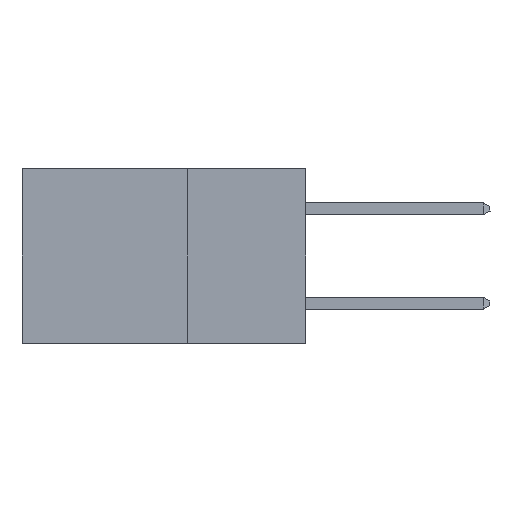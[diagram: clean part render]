
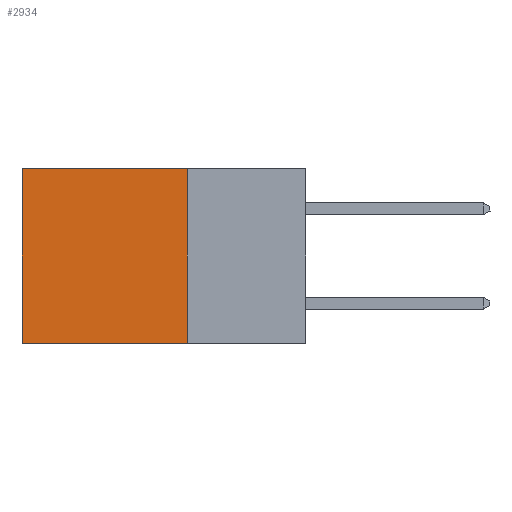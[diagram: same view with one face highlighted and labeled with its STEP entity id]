
A CAD part, left-side view. The second image highlights one B-rep face of the part: STEP entity #2934.
In plain terms, the highlighted planar face has unit normal (-1, 0, 0).
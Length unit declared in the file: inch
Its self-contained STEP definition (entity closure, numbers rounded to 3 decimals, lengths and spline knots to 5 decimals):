
#308 = LINE ( 'NONE', #5695, #1634 ) ;
#1375 = DIRECTION ( 'NONE',  ( 0., 1., 0. ) ) ;
#1634 = VECTOR ( 'NONE', #1375, 39.37008 ) ;
#1775 = ORIENTED_EDGE ( 'NONE', *, *, #26418, .F. ) ;
#2934 = ADVANCED_FACE ( 'NONE', ( #19261 ), #3545, .F. ) ;
#3026 = DIRECTION ( 'NONE',  ( 0., 1., 0. ) ) ;
#3545 = PLANE ( 'NONE',  #5257 ) ;
#3631 = DIRECTION ( 'NONE',  ( 0., 0., -1. ) ) ;
#3998 = VERTEX_POINT ( 'NONE', #10485 ) ;
#5162 = VERTEX_POINT ( 'NONE', #26264 ) ;
#5257 = AXIS2_PLACEMENT_3D ( 'NONE', #26419, #13926, #3631 ) ;
#5695 = CARTESIAN_POINT ( 'NONE',  ( 0.298, 0.25, 0. ) ) ;
#6045 = EDGE_CURVE ( 'NONE', #5162, #14280, #308, .T. ) ;
#6374 = ORIENTED_EDGE ( 'NONE', *, *, #6045, .T. ) ;
#6845 = VECTOR ( 'NONE', #9119, 39.37008 ) ;
#7169 = CARTESIAN_POINT ( 'NONE',  ( 0.298, 0.6, -0.37 ) ) ;
#8420 = VECTOR ( 'NONE', #22482, 39.37008 ) ;
#9119 = DIRECTION ( 'NONE',  ( 0., 0., -1. ) ) ;
#10009 = CARTESIAN_POINT ( 'NONE',  ( 0.298, 0.25, 0. ) ) ;
#10485 = CARTESIAN_POINT ( 'NONE',  ( 0.298, 0.25, -0.37 ) ) ;
#10970 = VECTOR ( 'NONE', #3026, 39.37008 ) ;
#11704 = CARTESIAN_POINT ( 'NONE',  ( 0.298, 0.6, 0. ) ) ;
#13482 = ORIENTED_EDGE ( 'NONE', *, *, #14837, .F. ) ;
#13926 = DIRECTION ( 'NONE',  ( 1., 0., 0. ) ) ;
#13942 = LINE ( 'NONE', #10009, #8420 ) ;
#14280 = VERTEX_POINT ( 'NONE', #11704 ) ;
#14837 = EDGE_CURVE ( 'NONE', #3998, #19106, #16490, .T. ) ;
#15595 = EDGE_LOOP ( 'NONE', ( #19529, #13482, #1775, #6374 ) ) ;
#16490 = LINE ( 'NONE', #16843, #10970 ) ;
#16843 = CARTESIAN_POINT ( 'NONE',  ( 0.298, 0.25, -0.37 ) ) ;
#19106 = VERTEX_POINT ( 'NONE', #7169 ) ;
#19261 = FACE_OUTER_BOUND ( 'NONE', #15595, .T. ) ;
#19529 = ORIENTED_EDGE ( 'NONE', *, *, #19902, .T. ) ;
#19810 = CARTESIAN_POINT ( 'NONE',  ( 0.298, 0.6, 0. ) ) ;
#19902 = EDGE_CURVE ( 'NONE', #14280, #19106, #22417, .T. ) ;
#22417 = LINE ( 'NONE', #19810, #6845 ) ;
#22482 = DIRECTION ( 'NONE',  ( 0., 0., -1. ) ) ;
#26264 = CARTESIAN_POINT ( 'NONE',  ( 0.298, 0.25, 0. ) ) ;
#26418 = EDGE_CURVE ( 'NONE', #5162, #3998, #13942, .T. ) ;
#26419 = CARTESIAN_POINT ( 'NONE',  ( 0.298, 0.25, 0. ) ) ;
